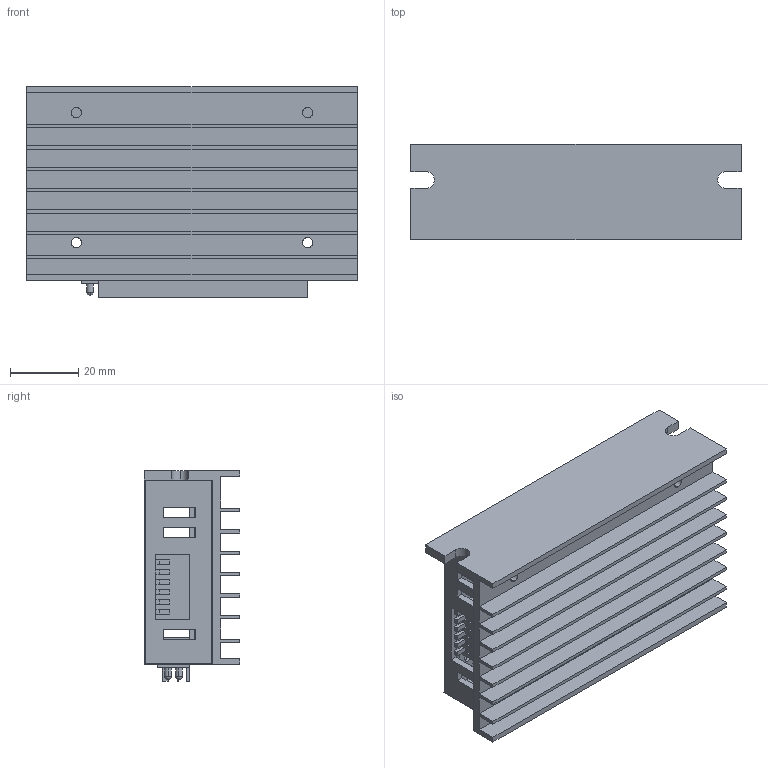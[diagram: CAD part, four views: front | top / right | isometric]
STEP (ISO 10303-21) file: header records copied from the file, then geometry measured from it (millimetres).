
FILE_DESCRIPTION (( 'STEP AP214' ), '1' );
FILE_NAME ('TB-6600.STEP', '2025-06-07T08:36:35', ( '' ), ( '' ), 'SwSTEP 2.0', 'SolidWorks 2016', '' );
FILE_SCHEMA (( 'AUTOMOTIVE_DESIGN' ));
Length unit declared in the file: millimetre
Products named in the file (1): TB-6600
Bounding box: 97 x 28 x 62 mm (x, y, z)
Volume: 48112.2 mm3; surface area: 54352.2 mm2
Topology: 13 solids, 13 shells, 487 faces, 1237 edges, 792 vertices
Faces by surface type: plane 370, cylinder 58, bspline 45, sphere 10, cone 4
Entity records: 19756 total; most frequent: CARTESIAN_POINT 5750, ORIENTED_EDGE 2454, DIRECTION 2145, EDGE_CURVE 1227, LINE 1011, VECTOR 1011, VERTEX_POINT 792, AXIS2_PLACEMENT_3D 567
